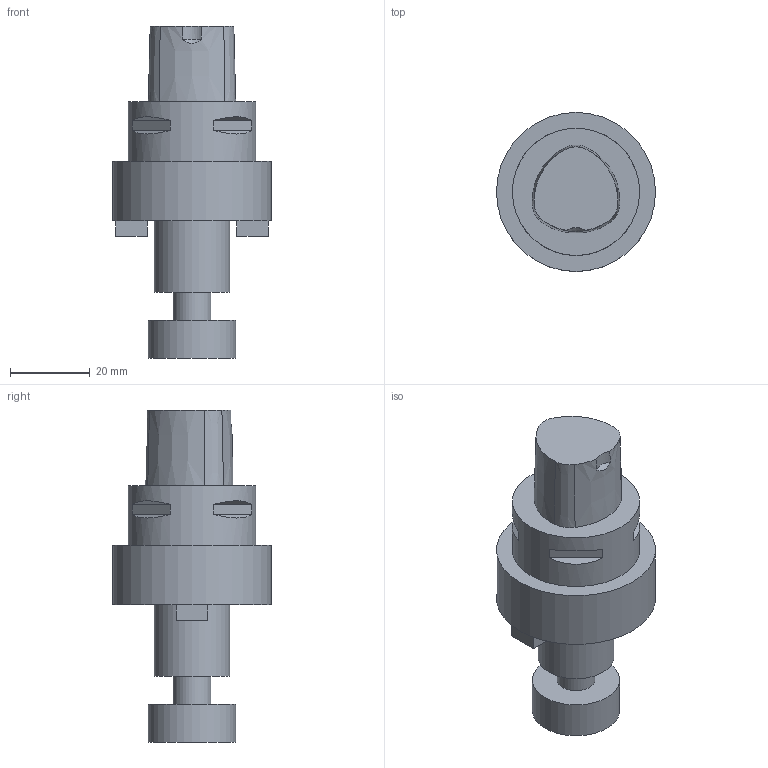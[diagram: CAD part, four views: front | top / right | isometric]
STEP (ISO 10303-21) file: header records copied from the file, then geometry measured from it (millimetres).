
FILE_DESCRIPTION(/* description */ ('3-D model version:1'),/* implementation_level */ '2;1');
FILE_NAME(/* name */ 'C3-A391.05C-19030',/* time_stamp */ '2016-12-02T13:56:42',/* author */ ('InteractiveCad'),/* organization */ ('AB Sandvik Coromant'),/* preprocessor_version */ 'ST-DEVELOPER v11',/* originating_system */ 'SIEMENS UGS NX 6.0',/* authorization */ '');
FILE_SCHEMA(('AUTOMOTIVE_DESIGN'));
Length unit declared in the file: millimetre
Products named in the file (1): C3_A391_05C_19030_SIM
Bounding box: 40 x 40 x 83.5 mm (x, y, z)
Volume: 47308.7 mm3; surface area: 10026.9 mm2
Topology: 1 solids, 1 shells, 42 faces, 88 edges, 59 vertices
Faces by surface type: plane 29, cone 7, cylinder 6
Full cylindrical faces by diameter (mm): 9.525 x1, 19.05 x1, 22 x1, 32 x1, 40 x1
Entity records: 1212 total; most frequent: DIRECTION 208, CARTESIAN_POINT 201, ORIENTED_EDGE 164, EDGE_CURVE 82, AXIS2_PLACEMENT_3D 81, EDGE_LOOP 58, VERTEX_POINT 58, LINE 46
